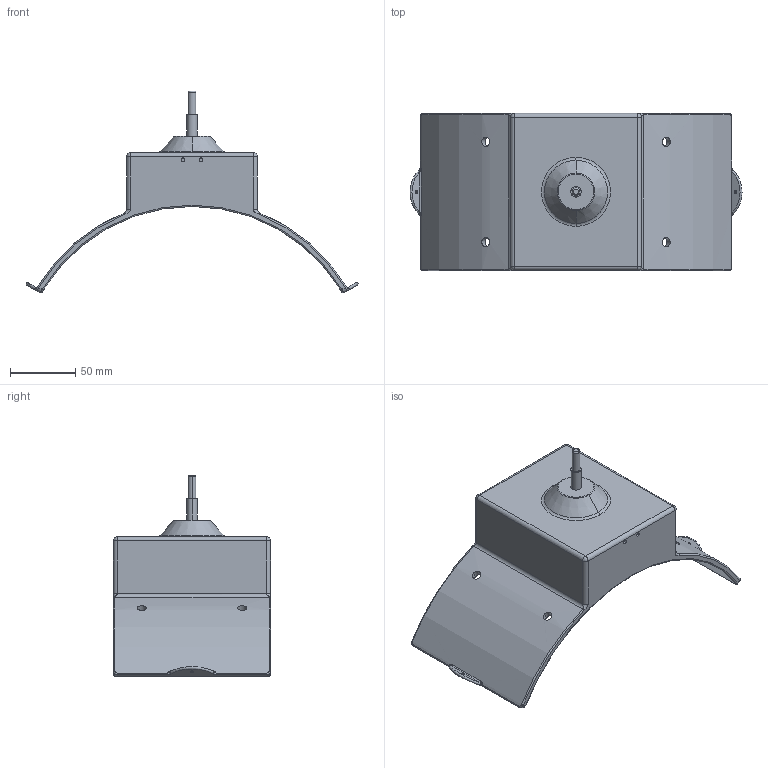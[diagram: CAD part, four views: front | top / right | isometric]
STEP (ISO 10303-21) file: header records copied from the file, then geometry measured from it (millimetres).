
FILE_DESCRIPTION((''),'2;1');
FILE_NAME('AXE','2025-12-12T14:06:12',('coren'),(''),'CREO PARAMETRIC BY PTC INC, 2022164','CREO PARAMETRIC BY PTC INC, 2022164','');
FILE_SCHEMA(('CONFIG_CONTROL_DESIGN'));
Length unit declared in the file: millimetre
Products named in the file (1): AXE
Bounding box: 253.72 x 120 x 154.34 mm (x, y, z)
Volume: 654913.8 mm3; surface area: 91490.6 mm2
Topology: 1 solids, 1 shells, 102 faces, 233 edges, 138 vertices
Faces by surface type: cylinder 44, bspline 24, plane 14, torus 14, sphere 4, cone 2
Entity records: 5293 total; most frequent: CARTESIAN_POINT 3083, ORIENTED_EDGE 466, DIRECTION 429, EDGE_CURVE 233, AXIS2_PLACEMENT_3D 182, VERTEX_POINT 138, EDGE_LOOP 119, CIRCLE 104
